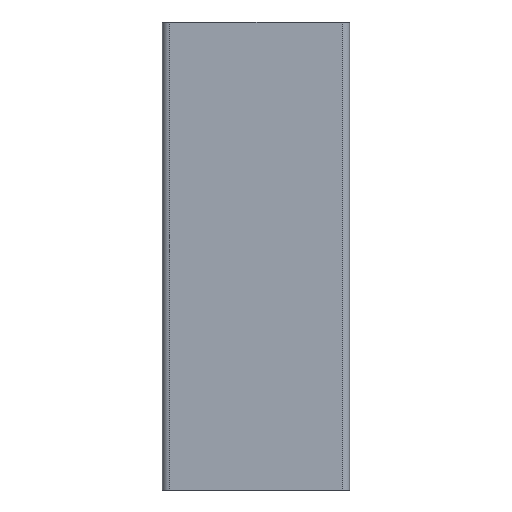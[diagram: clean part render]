
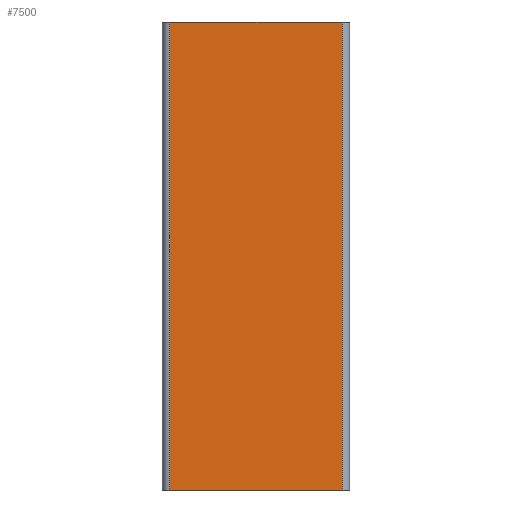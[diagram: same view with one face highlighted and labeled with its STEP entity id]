
A CAD part, left-side view. The second image highlights one B-rep face of the part: STEP entity #7500.
In plain terms, the highlighted planar face has unit normal (-1, 0, 0).
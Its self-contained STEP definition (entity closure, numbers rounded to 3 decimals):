
#1190=CARTESIAN_POINT('',(-31.83,-33.062,0.));
#1200=VERTEX_POINT('',#1190);
#3620=CARTESIAN_POINT('',(-31.83,3.738,0.));
#3630=VERTEX_POINT('',#3620);
#3660=CARTESIAN_POINT('',(-31.83,0.,0.));
#3670=DIRECTION('',(0.,1.,0.));
#3680=VECTOR('',#3670,1.);
#3690=LINE('',#3660,#3680);
#3700=EDGE_CURVE('',#1200,#3630,#3690,.T.);
#7200=CARTESIAN_POINT('',(-31.83,-9.662,100.));
#7210=DIRECTION('',(1.,0.,0.));
#7220=DIRECTION('',(0.,-1.,0.));
#7230=AXIS2_PLACEMENT_3D('',#7200,#7210,#7220);
#7240=PLANE('',#7230);
#7250=CARTESIAN_POINT('',(-31.83,3.738,
0.));
#7260=DIRECTION('',(0.,0.,1.));
#7270=VECTOR('',#7260,1.);
#7280=LINE('',#7250,#7270);
#7290=CARTESIAN_POINT('',(-31.83,3.738,100.));
#7300=VERTEX_POINT('',#7290);
#7310=EDGE_CURVE('',#3630,#7300,#7280,.T.);
#7320=ORIENTED_EDGE('',*,*,#7310,.F.);
#7330=CARTESIAN_POINT('',(-31.83,0.,100.));
#7340=DIRECTION('',(0.,1.,0.));
#7350=VECTOR('',#7340,1.);
#7360=LINE('',#7330,#7350);
#7370=CARTESIAN_POINT('',(-31.83,-33.062,100.));
#7380=VERTEX_POINT('',#7370);
#7390=EDGE_CURVE('',#7380,#7300,#7360,.T.);
#7400=ORIENTED_EDGE('',*,*,#7390,.T.);
#7410=CARTESIAN_POINT('',(-31.83,-33.062,100.
));
#7420=DIRECTION('',(0.,0.,-1.));
#7430=VECTOR('',#7420,1.);
#7440=LINE('',#7410,#7430);
#7450=EDGE_CURVE('',#7380,#1200,#7440,.T.);
#7460=ORIENTED_EDGE('',*,*,#7450,.F.);
#7470=ORIENTED_EDGE('',*,*,#3700,.F.);
#7480=EDGE_LOOP('',(#7470,#7460,#7400,#7320));
#7490=FACE_OUTER_BOUND('',#7480,.T.);
#7500=ADVANCED_FACE('',(#7490),#7240,.F.);
